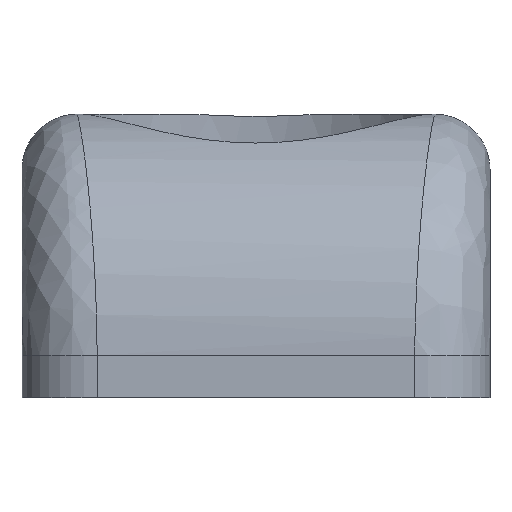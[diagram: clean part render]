
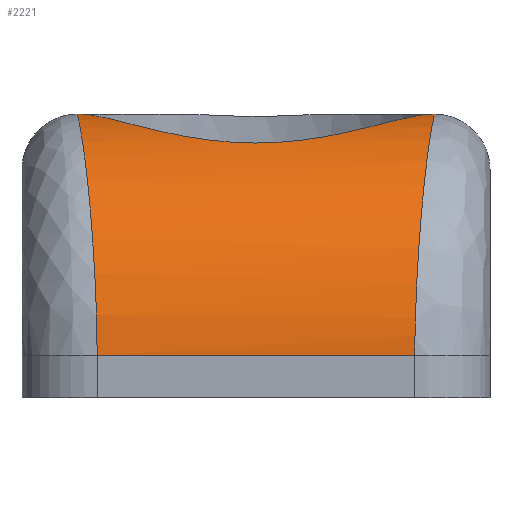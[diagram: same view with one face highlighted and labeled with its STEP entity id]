
A CAD part, front view. The second image highlights one B-rep face of the part: STEP entity #2221.
In plain terms, the highlighted cylindrical face has radius 8.5 mm (diameter 17 mm), a partial arc.
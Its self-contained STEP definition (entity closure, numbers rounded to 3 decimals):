
#69=B_SPLINE_CURVE_WITH_KNOTS('',3,(#3417,#3418,#3419,#3420,#3421,#3422,
#3423,#3424),.UNSPECIFIED.,.F.,.F.,(4,1,1,1,1,4),(0.,0.143,
0.286,0.571,0.857,1.),.UNSPECIFIED.);
#72=B_SPLINE_CURVE_WITH_KNOTS('',3,(#3504,#3505,#3506,#3507,#3508,#3509,
#3510,#3511),.UNSPECIFIED.,.F.,.F.,(4,1,1,1,1,4),(0.,0.143,
0.286,0.571,0.857,1.),.UNSPECIFIED.);
#73=B_SPLINE_CURVE_WITH_KNOTS('',3,(#3522,#3523,#3524,#3525,#3526,#3527,
#3528,#3529,#3530,#3531,#3532,#3533,#3534,#3535,#3536,#3537,#3538,#3539,
#3540,#3541,#3542,#3543,#3544),.UNSPECIFIED.,.F.,.F.,(4,2,2,2,2,3,2,2,2,
2,4),(3.67,3.701,3.819,3.938,
4.183,4.428,4.673,4.918,5.037,
5.155,5.186),.UNSPECIFIED.);
#213=FACE_OUTER_BOUND('',#350,.T.);
#350=EDGE_LOOP('',(#1499,#1500,#1501,#1502,#1503,#1504));
#493=LINE('',#3545,#610);
#494=LINE('',#3546,#611);
#495=LINE('',#3547,#612);
#610=VECTOR('',#2700,10.);
#611=VECTOR('',#2701,10.);
#612=VECTOR('',#2702,10.);
#894=VERTEX_POINT('',#3415);
#895=VERTEX_POINT('',#3416);
#902=VERTEX_POINT('',#3501);
#903=VERTEX_POINT('',#3503);
#906=VERTEX_POINT('',#3520);
#907=VERTEX_POINT('',#3521);
#1120=EDGE_CURVE('',#894,#895,#69,.F.);
#1129=EDGE_CURVE('',#903,#902,#72,.F.);
#1134=EDGE_CURVE('',#906,#907,#73,.T.);
#1135=EDGE_CURVE('',#907,#903,#493,.T.);
#1136=EDGE_CURVE('',#902,#894,#494,.T.);
#1137=EDGE_CURVE('',#895,#906,#495,.T.);
#1499=ORIENTED_EDGE('',*,*,#1134,.T.);
#1500=ORIENTED_EDGE('',*,*,#1135,.T.);
#1501=ORIENTED_EDGE('',*,*,#1129,.T.);
#1502=ORIENTED_EDGE('',*,*,#1136,.T.);
#1503=ORIENTED_EDGE('',*,*,#1120,.T.);
#1504=ORIENTED_EDGE('',*,*,#1137,.T.);
#2179=CYLINDRICAL_SURFACE('',#2373,8.5);
#2221=ADVANCED_FACE('',(#213),#2179,.T.);
#2373=AXIS2_PLACEMENT_3D('',#3519,#2698,#2699);
#2698=DIRECTION('center_axis',(1.,0.,0.));
#2699=DIRECTION('ref_axis',(0.,-0.707,0.707));
#2700=DIRECTION('',(-1.,0.,0.));
#2701=DIRECTION('',(1.,0.,0.));
#2702=DIRECTION('',(-1.,0.,0.));
#3415=CARTESIAN_POINT('',(5.6,-11.6,-7.));
#3416=CARTESIAN_POINT('',(6.3,-3.1,1.5));
#3417=CARTESIAN_POINT('Ctrl Pts',(6.3,-3.1,1.5));
#3418=CARTESIAN_POINT('Ctrl Pts',(6.3,-3.644,1.5));
#3419=CARTESIAN_POINT('Ctrl Pts',(6.271,-4.739,1.396));
#3420=CARTESIAN_POINT('Ctrl Pts',(6.133,-7.02,0.721));
#3421=CARTESIAN_POINT('Ctrl Pts',(5.867,-9.837,-1.255));
#3422=CARTESIAN_POINT('Ctrl Pts',(5.643,-11.418,-4.488));
#3423=CARTESIAN_POINT('Ctrl Pts',(5.6,-11.6,-6.39));
#3424=CARTESIAN_POINT('Ctrl Pts',(5.6,-11.6,-7.));
#3501=CARTESIAN_POINT('',(-5.6,-11.6,-7.));
#3503=CARTESIAN_POINT('',(-6.3,-3.1,1.5));
#3504=CARTESIAN_POINT('Ctrl Pts',(-5.6,-11.6,-7.));
#3505=CARTESIAN_POINT('Ctrl Pts',(-5.6,-11.6,-6.39));
#3506=CARTESIAN_POINT('Ctrl Pts',(-5.629,-11.466,-5.126));
#3507=CARTESIAN_POINT('Ctrl Pts',(-5.767,-10.576,-2.543));
#3508=CARTESIAN_POINT('Ctrl Pts',(-6.033,-8.238,0.175));
#3509=CARTESIAN_POINT('Ctrl Pts',(-6.257,-5.272,1.352));
#3510=CARTESIAN_POINT('Ctrl Pts',(-6.3,-3.644,1.5));
#3511=CARTESIAN_POINT('Ctrl Pts',(-6.3,-3.1,1.5));
#3519=CARTESIAN_POINT('Origin',(4.125,-3.1,-7.));
#3520=CARTESIAN_POINT('',(6.266,-3.1,1.5));
#3521=CARTESIAN_POINT('',(-6.266,-3.1,1.5));
#3522=CARTESIAN_POINT('Ctrl Pts',(6.266,-3.1,1.5));
#3523=CARTESIAN_POINT('Ctrl Pts',(6.219,-3.195,1.5));
#3524=CARTESIAN_POINT('Ctrl Pts',(6.171,-3.288,1.498));
#3525=CARTESIAN_POINT('Ctrl Pts',(5.932,-3.726,1.484));
#3526=CARTESIAN_POINT('Ctrl Pts',(5.699,-4.09,1.449));
#3527=CARTESIAN_POINT('Ctrl Pts',(5.176,-4.767,1.342));
#3528=CARTESIAN_POINT('Ctrl Pts',(4.884,-5.08,1.271));
#3529=CARTESIAN_POINT('Ctrl Pts',(4.006,-5.885,1.05));
#3530=CARTESIAN_POINT('Ctrl Pts',(3.276,-6.356,0.859));
#3531=CARTESIAN_POINT('Ctrl Pts',(1.682,-6.98,0.571));
#3532=CARTESIAN_POINT('Ctrl Pts',(0.817,-7.134,0.482));
#3533=CARTESIAN_POINT('Ctrl Pts',(0.,-7.134,0.482));
#3534=CARTESIAN_POINT('Ctrl Pts',(-0.817,-7.134,
0.482));
#3535=CARTESIAN_POINT('Ctrl Pts',(-1.682,-6.98,0.571));
#3536=CARTESIAN_POINT('Ctrl Pts',(-3.276,-6.356,0.859));
#3537=CARTESIAN_POINT('Ctrl Pts',(-4.006,-5.885,1.05));
#3538=CARTESIAN_POINT('Ctrl Pts',(-4.884,-5.08,1.271));
#3539=CARTESIAN_POINT('Ctrl Pts',(-5.176,-4.767,1.342));
#3540=CARTESIAN_POINT('Ctrl Pts',(-5.699,-4.09,1.449));
#3541=CARTESIAN_POINT('Ctrl Pts',(-5.932,-3.726,1.484));
#3542=CARTESIAN_POINT('Ctrl Pts',(-6.171,-3.288,1.498));
#3543=CARTESIAN_POINT('Ctrl Pts',(-6.219,-3.195,1.5));
#3544=CARTESIAN_POINT('Ctrl Pts',(-6.266,-3.1,1.5));
#3545=CARTESIAN_POINT('',(4.125,-3.1,1.5));
#3546=CARTESIAN_POINT('',(4.125,-11.6,-7.));
#3547=CARTESIAN_POINT('',(4.125,-3.1,1.5));
